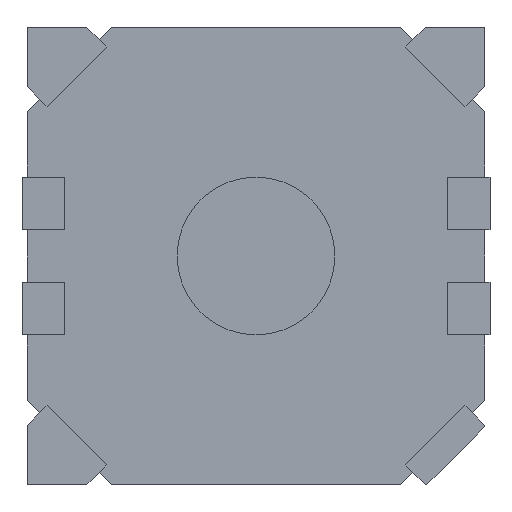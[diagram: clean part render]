
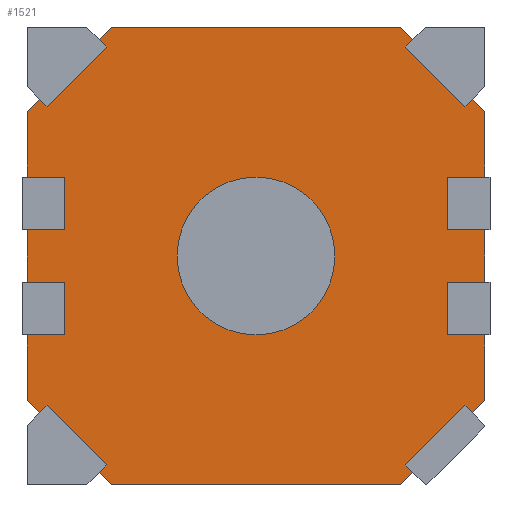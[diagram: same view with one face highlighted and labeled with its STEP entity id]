
A CAD part, front view. The second image highlights one B-rep face of the part: STEP entity #1521.
In plain terms, the highlighted planar face has unit normal (0, -1, 0).
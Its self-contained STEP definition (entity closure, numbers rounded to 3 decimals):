
#32=FACE_BOUND('',#239,.T.);
#54=PLANE('',#1637);
#145=FACE_OUTER_BOUND('',#238,.T.);
#238=EDGE_LOOP('',(#1176,#1177,#1178,#1179,#1180,#1181,#1182,#1183,#1184,
#1185,#1186,#1187,#1188,#1189,#1190,#1191,#1192,#1193,#1194,#1195,#1196,
#1197,#1198,#1199));
#239=EDGE_LOOP('',(#1200));
#314=LINE('',#2122,#520);
#318=LINE('',#2131,#524);
#322=LINE('',#2138,#528);
#325=LINE('',#2145,#531);
#329=LINE('',#2153,#535);
#332=LINE('',#2159,#538);
#336=LINE('',#2167,#542);
#340=LINE('',#2174,#546);
#341=LINE('',#2175,#547);
#346=LINE('',#2187,#552);
#350=LINE('',#2195,#556);
#353=LINE('',#2201,#559);
#357=LINE('',#2210,#563);
#361=LINE('',#2219,#567);
#365=LINE('',#2226,#571);
#368=LINE('',#2231,#574);
#369=LINE('',#2233,#575);
#373=LINE('',#2240,#579);
#374=LINE('',#2243,#580);
#375=LINE('',#2245,#581);
#376=LINE('',#2246,#582);
#377=LINE('',#2248,#583);
#378=LINE('',#2250,#584);
#379=LINE('',#2251,#585);
#520=VECTOR('',#1724,10.);
#524=VECTOR('',#1730,10.);
#528=VECTOR('',#1736,10.);
#531=VECTOR('',#1743,10.);
#535=VECTOR('',#1749,10.);
#538=VECTOR('',#1754,10.);
#542=VECTOR('',#1762,10.);
#546=VECTOR('',#1766,10.);
#547=VECTOR('',#1767,10.);
#552=VECTOR('',#1774,10.);
#556=VECTOR('',#1780,10.);
#559=VECTOR('',#1785,10.);
#563=VECTOR('',#1793,10.);
#567=VECTOR('',#1799,10.);
#571=VECTOR('',#1805,10.);
#574=VECTOR('',#1812,10.);
#575=VECTOR('',#1813,10.);
#579=VECTOR('',#1817,10.);
#580=VECTOR('',#1820,10.);
#581=VECTOR('',#1821,10.);
#582=VECTOR('',#1822,10.);
#583=VECTOR('',#1823,10.);
#584=VECTOR('',#1824,10.);
#585=VECTOR('',#1825,10.);
#725=CIRCLE('',#1616,1.5);
#729=VERTEX_POINT('',#2113);
#731=VERTEX_POINT('',#2120);
#732=VERTEX_POINT('',#2121);
#735=VERTEX_POINT('',#2129);
#736=VERTEX_POINT('',#2130);
#739=VERTEX_POINT('',#2143);
#740=VERTEX_POINT('',#2144);
#743=VERTEX_POINT('',#2152);
#745=VERTEX_POINT('',#2158);
#747=VERTEX_POINT('',#2166);
#750=VERTEX_POINT('',#2172);
#755=VERTEX_POINT('',#2185);
#756=VERTEX_POINT('',#2186);
#759=VERTEX_POINT('',#2194);
#761=VERTEX_POINT('',#2200);
#763=VERTEX_POINT('',#2208);
#764=VERTEX_POINT('',#2209);
#767=VERTEX_POINT('',#2217);
#768=VERTEX_POINT('',#2218);
#771=VERTEX_POINT('',#2232);
#774=VERTEX_POINT('',#2238);
#775=VERTEX_POINT('',#2242);
#776=VERTEX_POINT('',#2244);
#777=VERTEX_POINT('',#2247);
#778=VERTEX_POINT('',#2249);
#869=EDGE_CURVE('',#729,#729,#725,.T.);
#872=EDGE_CURVE('',#731,#732,#314,.T.);
#876=EDGE_CURVE('',#735,#736,#318,.T.);
#880=EDGE_CURVE('',#732,#735,#322,.T.);
#883=EDGE_CURVE('',#739,#740,#325,.T.);
#887=EDGE_CURVE('',#743,#739,#329,.T.);
#890=EDGE_CURVE('',#745,#743,#332,.T.);
#894=EDGE_CURVE('',#747,#731,#336,.T.);
#898=EDGE_CURVE('',#740,#750,#340,.T.);
#899=EDGE_CURVE('',#736,#745,#341,.T.);
#904=EDGE_CURVE('',#755,#756,#346,.T.);
#908=EDGE_CURVE('',#759,#755,#350,.T.);
#911=EDGE_CURVE('',#756,#761,#353,.T.);
#915=EDGE_CURVE('',#763,#764,#357,.T.);
#919=EDGE_CURVE('',#767,#768,#361,.T.);
#923=EDGE_CURVE('',#764,#767,#365,.T.);
#926=EDGE_CURVE('',#759,#768,#368,.T.);
#927=EDGE_CURVE('',#763,#771,#369,.T.);
#931=EDGE_CURVE('',#774,#761,#373,.T.);
#932=EDGE_CURVE('',#775,#750,#374,.T.);
#933=EDGE_CURVE('',#776,#775,#375,.T.);
#934=EDGE_CURVE('',#776,#771,#376,.T.);
#935=EDGE_CURVE('',#777,#774,#377,.T.);
#936=EDGE_CURVE('',#777,#778,#378,.T.);
#937=EDGE_CURVE('',#778,#747,#379,.T.);
#1176=ORIENTED_EDGE('',*,*,#876,.T.);
#1177=ORIENTED_EDGE('',*,*,#899,.T.);
#1178=ORIENTED_EDGE('',*,*,#890,.T.);
#1179=ORIENTED_EDGE('',*,*,#887,.T.);
#1180=ORIENTED_EDGE('',*,*,#883,.T.);
#1181=ORIENTED_EDGE('',*,*,#898,.T.);
#1182=ORIENTED_EDGE('',*,*,#932,.F.);
#1183=ORIENTED_EDGE('',*,*,#933,.F.);
#1184=ORIENTED_EDGE('',*,*,#934,.T.);
#1185=ORIENTED_EDGE('',*,*,#927,.F.);
#1186=ORIENTED_EDGE('',*,*,#915,.T.);
#1187=ORIENTED_EDGE('',*,*,#923,.T.);
#1188=ORIENTED_EDGE('',*,*,#919,.T.);
#1189=ORIENTED_EDGE('',*,*,#926,.F.);
#1190=ORIENTED_EDGE('',*,*,#908,.T.);
#1191=ORIENTED_EDGE('',*,*,#904,.T.);
#1192=ORIENTED_EDGE('',*,*,#911,.T.);
#1193=ORIENTED_EDGE('',*,*,#931,.F.);
#1194=ORIENTED_EDGE('',*,*,#935,.F.);
#1195=ORIENTED_EDGE('',*,*,#936,.T.);
#1196=ORIENTED_EDGE('',*,*,#937,.T.);
#1197=ORIENTED_EDGE('',*,*,#894,.T.);
#1198=ORIENTED_EDGE('',*,*,#872,.T.);
#1199=ORIENTED_EDGE('',*,*,#880,.T.);
#1200=ORIENTED_EDGE('',*,*,#869,.T.);
#1521=ADVANCED_FACE('',(#145,#32),#54,.F.);
#1616=AXIS2_PLACEMENT_3D('',#2114,#1715,#1716);
#1637=AXIS2_PLACEMENT_3D('',#2241,#1818,#1819);
#1715=DIRECTION('center_axis',(0.,1.,0.));
#1716=DIRECTION('ref_axis',(1.,0.,0.));
#1724=DIRECTION('',(-1.,0.,0.));
#1730=DIRECTION('',(1.,0.,0.));
#1736=DIRECTION('',(0.,0.,1.));
#1743=DIRECTION('',(1.,0.,0.));
#1749=DIRECTION('',(0.,0.,1.));
#1754=DIRECTION('',(-1.,0.,0.));
#1762=DIRECTION('',(0.,0.,1.));
#1766=DIRECTION('',(0.,0.,1.));
#1767=DIRECTION('',(0.,0.,1.));
#1774=DIRECTION('',(0.,0.,-1.));
#1780=DIRECTION('',(1.,0.,0.));
#1785=DIRECTION('',(-1.,0.,0.));
#1793=DIRECTION('',(1.,0.,0.));
#1799=DIRECTION('',(-1.,0.,0.));
#1805=DIRECTION('',(0.,0.,-1.));
#1812=DIRECTION('',(0.,0.,1.));
#1813=DIRECTION('',(0.,0.,1.));
#1817=DIRECTION('',(0.,0.,1.));
#1818=DIRECTION('center_axis',(0.,1.,0.));
#1819=DIRECTION('ref_axis',(1.,0.,0.));
#1820=DIRECTION('',(0.707,0.,-0.707));
#1821=DIRECTION('',(1.,0.,0.));
#1822=DIRECTION('',(-0.707,0.,-0.707));
#1823=DIRECTION('',(-0.707,0.,0.707));
#1824=DIRECTION('',(1.,0.,0.));
#1825=DIRECTION('',(0.707,0.,0.707));
#2113=CARTESIAN_POINT('',(-1.5,0.,0.));
#2114=CARTESIAN_POINT('Origin',(0.,0.,0.));
#2120=CARTESIAN_POINT('',(4.35,0.,-1.5));
#2121=CARTESIAN_POINT('',(3.65,0.,-1.5));
#2122=CARTESIAN_POINT('',(2.175,0.,-1.5));
#2129=CARTESIAN_POINT('',(3.65,0.,-0.5));
#2130=CARTESIAN_POINT('',(4.35,0.,-0.5));
#2131=CARTESIAN_POINT('',(1.825,0.,-0.5));
#2138=CARTESIAN_POINT('',(3.65,0.,-0.75));
#2143=CARTESIAN_POINT('',(3.65,0.,1.5));
#2144=CARTESIAN_POINT('',(4.35,0.,1.5));
#2145=CARTESIAN_POINT('',(1.825,0.,1.5));
#2152=CARTESIAN_POINT('',(3.65,0.,0.5));
#2153=CARTESIAN_POINT('',(3.65,0.,0.25));
#2158=CARTESIAN_POINT('',(4.35,0.,0.5));
#2159=CARTESIAN_POINT('',(2.175,0.,0.5));
#2166=CARTESIAN_POINT('',(4.35,0.,-2.75));
#2167=CARTESIAN_POINT('',(4.35,0.,-4.35));
#2172=CARTESIAN_POINT('',(4.35,0.,2.75));
#2174=CARTESIAN_POINT('',(4.35,0.,-4.35));
#2175=CARTESIAN_POINT('',(4.35,0.,-4.35));
#2185=CARTESIAN_POINT('',(-3.65,0.,-0.5));
#2186=CARTESIAN_POINT('',(-3.65,0.,-1.5));
#2187=CARTESIAN_POINT('',(-3.65,0.,-0.25));
#2194=CARTESIAN_POINT('',(-4.35,0.,-0.5));
#2195=CARTESIAN_POINT('',(-2.175,0.,-0.5));
#2200=CARTESIAN_POINT('',(-4.35,0.,-1.5));
#2201=CARTESIAN_POINT('',(-1.825,0.,-1.5));
#2208=CARTESIAN_POINT('',(-4.35,0.,1.5));
#2209=CARTESIAN_POINT('',(-3.65,0.,1.5));
#2210=CARTESIAN_POINT('',(-2.175,0.,1.5));
#2217=CARTESIAN_POINT('',(-3.65,0.,0.5));
#2218=CARTESIAN_POINT('',(-4.35,0.,0.5));
#2219=CARTESIAN_POINT('',(-1.825,0.,0.5));
#2226=CARTESIAN_POINT('',(-3.65,0.,0.75));
#2231=CARTESIAN_POINT('',(-4.35,0.,-4.35));
#2232=CARTESIAN_POINT('',(-4.35,0.,2.75));
#2233=CARTESIAN_POINT('',(-4.35,0.,-4.35));
#2238=CARTESIAN_POINT('',(-4.35,0.,-2.75));
#2240=CARTESIAN_POINT('',(-4.35,0.,-4.35));
#2241=CARTESIAN_POINT('Origin',(0.,0.,0.));
#2242=CARTESIAN_POINT('',(2.75,0.,4.35));
#2243=CARTESIAN_POINT('',(2.75,0.,4.35));
#2244=CARTESIAN_POINT('',(-2.75,0.,4.35));
#2245=CARTESIAN_POINT('',(-4.35,0.,4.35));
#2246=CARTESIAN_POINT('',(-2.75,0.,4.35));
#2247=CARTESIAN_POINT('',(-2.75,0.,-4.35));
#2248=CARTESIAN_POINT('',(-2.75,0.,-4.35));
#2249=CARTESIAN_POINT('',(2.75,0.,-4.35));
#2250=CARTESIAN_POINT('',(-4.35,0.,-4.35));
#2251=CARTESIAN_POINT('',(2.75,0.,-4.35));
